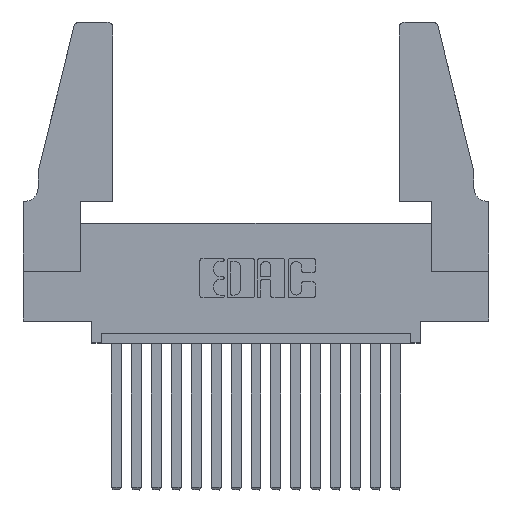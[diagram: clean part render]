
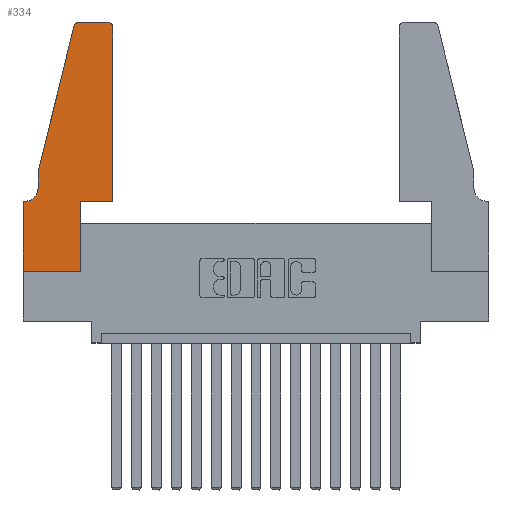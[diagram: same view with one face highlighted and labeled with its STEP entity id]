
A CAD part, top view. The second image highlights one B-rep face of the part: STEP entity #334.
In plain terms, the highlighted planar face has unit normal (0, 0, 1).
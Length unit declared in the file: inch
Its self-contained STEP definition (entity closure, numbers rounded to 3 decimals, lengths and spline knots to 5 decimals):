
#103 = DIRECTION ( 'NONE',  ( 1., 0., 0. ) ) ;
#121 = ORIENTED_EDGE ( 'NONE', *, *, #3269, .T. ) ;
#188 = DIRECTION ( 'NONE',  ( 0., 1., 0. ) ) ;
#334 = ADVANCED_FACE ( 'NONE', ( #13218 ), #6738, .T. ) ;
#814 = CIRCLE ( 'NONE', #4015, 0.03 ) ;
#1003 = CARTESIAN_POINT ( 'NONE',  ( 0.0755, 0.35, 0.37 ) ) ;
#1089 = EDGE_CURVE ( 'NONE', #10471, #15035, #13203, .T. ) ;
#1302 = DIRECTION ( 'NONE',  ( -1., 0., 0. ) ) ;
#1728 = CARTESIAN_POINT ( 'NONE',  ( 0.0055, 0.35, 0.37 ) ) ;
#1762 = EDGE_CURVE ( 'NONE', #6979, #9885, #14198, .T. ) ;
#1828 = VECTOR ( 'NONE', #4944, 39.37008 ) ;
#1989 = CARTESIAN_POINT ( 'NONE',  ( 0.2605, 1.25, 0.37 ) ) ;
#2188 = VERTEX_POINT ( 'NONE', #14320 ) ;
#2857 = LINE ( 'NONE', #1003, #1828 ) ;
#3070 = LINE ( 'NONE', #1989, #9262 ) ;
#3110 = ORIENTED_EDGE ( 'NONE', *, *, #13578, .T. ) ;
#3269 = EDGE_CURVE ( 'NONE', #15035, #15348, #13963, .T. ) ;
#3523 = AXIS2_PLACEMENT_3D ( 'NONE', #5253, #10334, #1302 ) ;
#3740 = ORIENTED_EDGE ( 'NONE', *, *, #13249, .T. ) ;
#3800 = CARTESIAN_POINT ( 'NONE',  ( 0.0755, 0.42, 0.37 ) ) ;
#3856 = ORIENTED_EDGE ( 'NONE', *, *, #3969, .T. ) ;
#3911 = ORIENTED_EDGE ( 'NONE', *, *, #10973, .T. ) ;
#3969 = EDGE_CURVE ( 'NONE', #2188, #5424, #7140, .T. ) ;
#4015 = AXIS2_PLACEMENT_3D ( 'NONE', #16030, #12175, #16089 ) ;
#4067 = CARTESIAN_POINT ( 'NONE',  ( 0.2865, 0.35, 0.37 ) ) ;
#4133 = ORIENTED_EDGE ( 'NONE', *, *, #12033, .T. ) ;
#4311 = AXIS2_PLACEMENT_3D ( 'NONE', #8012, #14534, #103 ) ;
#4326 = ORIENTED_EDGE ( 'NONE', *, *, #10654, .T. ) ;
#4342 = LINE ( 'NONE', #15930, #8074 ) ;
#4877 = CARTESIAN_POINT ( 'NONE',  ( 0.4505, 0.35, 0.37 ) ) ;
#4943 = CARTESIAN_POINT ( 'NONE',  ( 0.4205, 1.25, 0.37 ) ) ;
#4944 = DIRECTION ( 'NONE',  ( -1., 0., 0. ) ) ;
#5253 = CARTESIAN_POINT ( 'NONE',  ( 0.0055, 0.42, 0.37 ) ) ;
#5424 = VERTEX_POINT ( 'NONE', #4943 ) ;
#5642 = DIRECTION ( 'NONE',  ( -0.239, -0.971, 0. ) ) ;
#5999 = ORIENTED_EDGE ( 'NONE', *, *, #6705, .T. ) ;
#6172 = VECTOR ( 'NONE', #7734, 39.37008 ) ;
#6705 = EDGE_CURVE ( 'NONE', #9171, #6979, #814, .T. ) ;
#6738 = PLANE ( 'NONE',  #13427 ) ;
#6839 = CARTESIAN_POINT ( 'NONE',  ( 0.2865, 0., 0.37 ) ) ;
#6917 = CARTESIAN_POINT ( 'NONE',  ( 0.0755, 0.5, 0.37 ) ) ;
#6979 = VERTEX_POINT ( 'NONE', #13181 ) ;
#7140 = CIRCLE ( 'NONE', #4311, 0.03 ) ;
#7734 = DIRECTION ( 'NONE',  ( 0., 1., 0. ) ) ;
#8012 = CARTESIAN_POINT ( 'NONE',  ( 0.4205, 1.22, 0.37 ) ) ;
#8074 = VECTOR ( 'NONE', #188, 39.37008 ) ;
#8293 = VECTOR ( 'NONE', #11283, 39.37008 ) ;
#8529 = DIRECTION ( 'NONE',  ( 1., 0., 0. ) ) ;
#8627 = VERTEX_POINT ( 'NONE', #17009 ) ;
#8806 = VECTOR ( 'NONE', #8529, 39.37008 ) ;
#8824 = CARTESIAN_POINT ( 'NONE',  ( 0.284, 1.25, 0.37 ) ) ;
#9171 = VERTEX_POINT ( 'NONE', #8824 ) ;
#9262 = VECTOR ( 'NONE', #10000, 39.37008 ) ;
#9838 = CARTESIAN_POINT ( 'NONE',  ( 0., 0., 0.37 ) ) ;
#9885 = VERTEX_POINT ( 'NONE', #11106 ) ;
#9913 = DIRECTION ( 'NONE',  ( 0., -1., 0. ) ) ;
#10000 = DIRECTION ( 'NONE',  ( -1., 0., 0. ) ) ;
#10334 = DIRECTION ( 'NONE',  ( 0., 0., -1. ) ) ;
#10378 = VECTOR ( 'NONE', #9913, 39.37008 ) ;
#10398 = CARTESIAN_POINT ( 'NONE',  ( 0.2865, 0.35, 0.37 ) ) ;
#10471 = VERTEX_POINT ( 'NONE', #6839 ) ;
#10654 = EDGE_CURVE ( 'NONE', #13845, #10471, #12222, .T. ) ;
#10667 = ORIENTED_EDGE ( 'NONE', *, *, #1089, .T. ) ;
#10884 = LINE ( 'NONE', #15651, #12760 ) ;
#10941 = DIRECTION ( 'NONE',  ( 1., 0., 0. ) ) ;
#10973 = EDGE_CURVE ( 'NONE', #15348, #2188, #4342, .T. ) ;
#11106 = CARTESIAN_POINT ( 'NONE',  ( 0.0755, 0.5, 0.37 ) ) ;
#11283 = DIRECTION ( 'NONE',  ( 1., 0., 0. ) ) ;
#11452 = EDGE_CURVE ( 'NONE', #16550, #12299, #14651, .T. ) ;
#11748 = DIRECTION ( 'NONE',  ( 0., -1., 0. ) ) ;
#12033 = EDGE_CURVE ( 'NONE', #12299, #8627, #2857, .T. ) ;
#12175 = DIRECTION ( 'NONE',  ( 0., 0., 1. ) ) ;
#12222 = LINE ( 'NONE', #9838, #8293 ) ;
#12299 = VERTEX_POINT ( 'NONE', #1728 ) ;
#12442 = LINE ( 'NONE', #12564, #10378 ) ;
#12564 = CARTESIAN_POINT ( 'NONE',  ( 0.0755, 0.5, 0.37 ) ) ;
#12760 = VECTOR ( 'NONE', #11748, 39.37008 ) ;
#13181 = CARTESIAN_POINT ( 'NONE',  ( 0.25487, 1.22718, 0.37 ) ) ;
#13203 = LINE ( 'NONE', #10398, #6172 ) ;
#13218 = FACE_OUTER_BOUND ( 'NONE', #13731, .T. ) ;
#13249 = EDGE_CURVE ( 'NONE', #5424, #9171, #3070, .T. ) ;
#13410 = DIRECTION ( 'NONE',  ( 0., 0., 1. ) ) ;
#13417 = ORIENTED_EDGE ( 'NONE', *, *, #16886, .T. ) ;
#13427 = AXIS2_PLACEMENT_3D ( 'NONE', #15949, #13410, #10941 ) ;
#13578 = EDGE_CURVE ( 'NONE', #8627, #13845, #10884, .T. ) ;
#13731 = EDGE_LOOP ( 'NONE', ( #3740, #5999, #14823, #13417, #14795, #4133, #3110, #4326, #10667, #121, #3911, #3856 ) ) ;
#13802 = CARTESIAN_POINT ( 'NONE',  ( 0., 0., 0.37 ) ) ;
#13845 = VERTEX_POINT ( 'NONE', #13802 ) ;
#13963 = LINE ( 'NONE', #16428, #8806 ) ;
#14198 = LINE ( 'NONE', #6917, #15030 ) ;
#14320 = CARTESIAN_POINT ( 'NONE',  ( 0.4505, 1.22, 0.37 ) ) ;
#14534 = DIRECTION ( 'NONE',  ( 0., 0., 1. ) ) ;
#14651 = CIRCLE ( 'NONE', #3523, 0.07 ) ;
#14795 = ORIENTED_EDGE ( 'NONE', *, *, #11452, .T. ) ;
#14823 = ORIENTED_EDGE ( 'NONE', *, *, #1762, .T. ) ;
#15030 = VECTOR ( 'NONE', #5642, 39.37008 ) ;
#15035 = VERTEX_POINT ( 'NONE', #4067 ) ;
#15348 = VERTEX_POINT ( 'NONE', #4877 ) ;
#15651 = CARTESIAN_POINT ( 'NONE',  ( 0., 0., 0.37 ) ) ;
#15930 = CARTESIAN_POINT ( 'NONE',  ( 0.4505, 0.35, 0.37 ) ) ;
#15949 = CARTESIAN_POINT ( 'NONE',  ( 0., 0.35, 0.37 ) ) ;
#16030 = CARTESIAN_POINT ( 'NONE',  ( 0.284, 1.22, 0.37 ) ) ;
#16089 = DIRECTION ( 'NONE',  ( 1., 0., 0. ) ) ;
#16428 = CARTESIAN_POINT ( 'NONE',  ( 0.4505, 0.35, 0.37 ) ) ;
#16550 = VERTEX_POINT ( 'NONE', #3800 ) ;
#16886 = EDGE_CURVE ( 'NONE', #9885, #16550, #12442, .T. ) ;
#17009 = CARTESIAN_POINT ( 'NONE',  ( 0., 0.35, 0.37 ) ) ;
